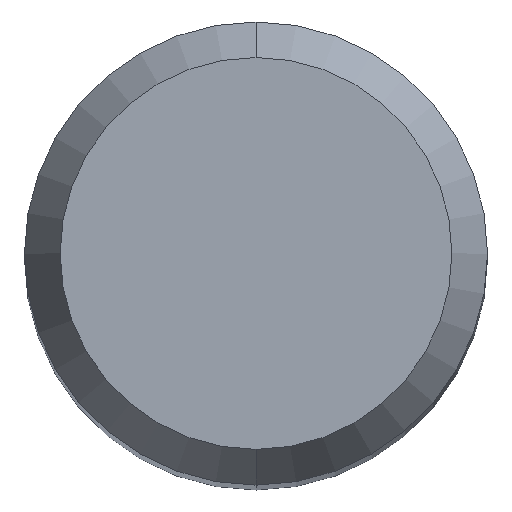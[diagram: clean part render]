
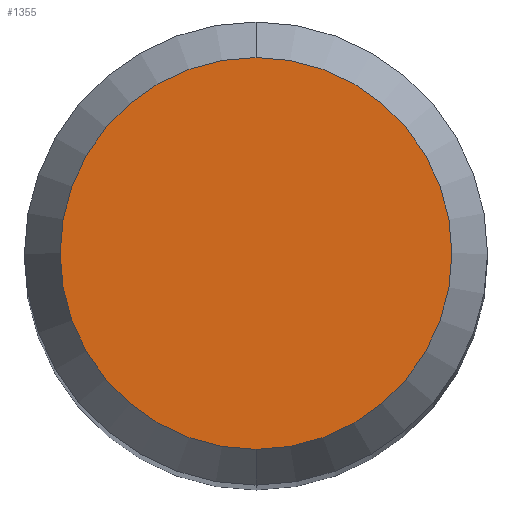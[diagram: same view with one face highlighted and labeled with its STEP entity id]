
A CAD part, top view. The second image highlights one B-rep face of the part: STEP entity #1355.
In plain terms, the highlighted planar face has unit normal (0, 0, 1).
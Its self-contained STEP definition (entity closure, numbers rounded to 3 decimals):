
#771=VERTEX_POINT('',#1798);
#973=EDGE_CURVE('',#1023,#771,#2016,.T.);
#1023=VERTEX_POINT('',#2073);
#1109=EDGE_CURVE('',#771,#1023,#2165,.T.);
#1355=ADVANCED_FACE('',(#2439),#2440,.T.);
#1798=CARTESIAN_POINT('',(0.0,2.538,0.0));
#2016=CIRCLE('',#7643,2.538);
#2073=CARTESIAN_POINT('',(0.,-2.538,0.0));
#2165=CIRCLE('',#9473,2.538);
#2439=FACE_OUTER_BOUND('',#11920,.T.);
#2440=PLANE('',#11921);
#7643=AXIS2_PLACEMENT_3D('',#14335,#14336,#14337);
#9473=AXIS2_PLACEMENT_3D('',#14491,#14492,#14493);
#11920=EDGE_LOOP('',(#14844,#14845));
#11921=AXIS2_PLACEMENT_3D('',#14846,#14847,#14848);
#14335=CARTESIAN_POINT('',(0.0,0.0,0.0));
#14336=DIRECTION('',(0.0,0.0,-1.0));
#14337=DIRECTION('',(0.0,1.0,0.0));
#14491=CARTESIAN_POINT('',(0.0,0.0,0.0));
#14492=DIRECTION('',(0.0,0.0,-1.0));
#14493=DIRECTION('',(0.0,1.0,0.0));
#14844=ORIENTED_EDGE('',*,*,#1109,.F.);
#14845=ORIENTED_EDGE('',*,*,#973,.F.);
#14846=CARTESIAN_POINT('',(0.0,1.269,0.0));
#14847=DIRECTION('',(-0.0,0.0,1.0));
#14848=DIRECTION('',(0.0,-1.0,0.0));
